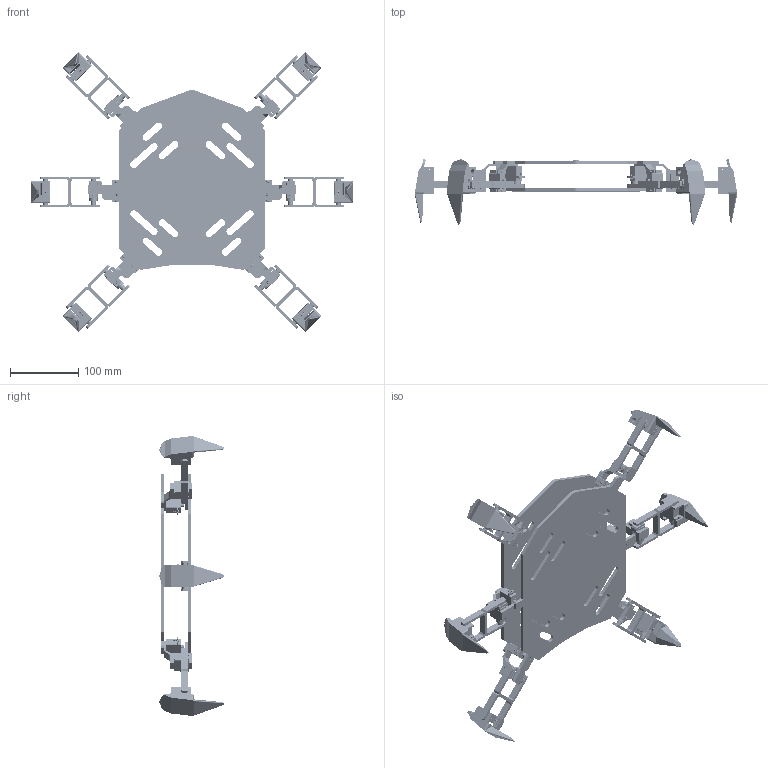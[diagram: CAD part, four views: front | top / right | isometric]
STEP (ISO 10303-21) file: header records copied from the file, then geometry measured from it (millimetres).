
FILE_DESCRIPTION(/* description */ ('','CAx-IF Rec.Pracs.---Representation and Presentation of Product Manufacturing Information (PMI)---4.0---2014-10-13'),/* implementation_level */ '2;1');
FILE_NAME(/* name */ 'Fab_Spider_.step',/* time_stamp */ '2025-03-20T20:30:19+05:30',/* author */ (''),/* organization */ (''),/* preprocessor_version */ 'ST-DEVELOPER v20',/* originating_system */ 'Autodesk Translation Framework v13.20.0.188',/* authorisation */ '');
FILE_SCHEMA (('AP242_MANAGED_MODEL_BASED_3D_ENGINEERING_MIM_LF { 1 0 10303 442 1 1 4 }'));
Products named in the file (107): Spider temporary; Last leg; Extender; [4145] TowerPro SG90 Mini Servo-SunRobotics_in-Sg90s v1; [4145] TowerPro SG90 Mini Servo-SunRobotics_in-Sg90s v1_1; [4145] TowerPro SG90 Mini Servo-SunRobotics_in-Sg90s v1_2; Motor C 2; Motor connector; Vertical holder; Leg; Extender_1; Component25; [4145] TowerPro SG90 Mini Servo-SunRobotics_in-Sg90s v1_3; [4145] TowerPro SG90 Mini Servo-SunRobotics_in-Sg90s v1_4; [4145] TowerPro SG90 Mini Servo-SunRobotics_in-Sg90s v1_5; Tower Pro - Micro Servo 9g - SG90.1; Tower Pro - Micro Servo 9g - SG90.1 (1); Tower Pro - Micro Servo 9g - SG90.1 (2); Tower Pro - Micro Servo 9g - SG90.1 (3); Tower Pro - Micro Servo 9g - SG90.1 (4); Tower Pro - Micro Servo 9g - SG90.1 (5); Tower Pro - Micro Servo 9g - SG90.1 (6); Tower Pro - Micro Servo 9g - SG90.1 (7); Tower Pro - Micro Servo 9g - SG90.1 (8); Tower Pro - Micro Servo 9g - SG90.1 (9); Tower Pro - Micro Servo 9g - SG90.1 (10); Tower Pro - Micro Servo 9g - SG90.1 (11); Tower Pro - Micro Servo 9g - SG90.1 (12); SG90 - Micro Servo 9g - Tower Pro.6; SG90 - Micro Servo 9g - Tower Pro.5; Motor C 2(Mirror); Motor connector(Mirror); Vertical holder(Mirror); Leg(Mirror); Extender(Mirror); Component25(Mirror); [4145] TowerPro SG90 Mini Servo-SunRobotics_in-Sg90s v1(Mirror); [4145] TowerPro SG90 Mini Servo-SunRobotics_in-Sg90s v1(Mirror)_1; [4145] TowerPro SG90 Mini Servo-SunRobotics_in-Sg90s v1(Mirror)_2; Tower Pro - Micro Servo 9g - SG90.1(Mirror) ...
Assembly tree (351 placements, depth 4):
  Spider temporary
    Last leg
      Motor connector  x2
      Extender
        Component25
      Vertical holder  x2
      [4145] TowerPro SG90 Mini Servo-SunRobotics_in-Sg90s v1
        Tower Pro - Micro Servo 9g - SG90.1
        Tower Pro - Micro Servo 9g - SG90.1 (1)
        Tower Pro - Micro Servo 9g - SG90.1 (2)
        Tower Pro - Micro Servo 9g - SG90.1 (3)
        Tower Pro - Micro Servo 9g - SG90.1 (4)
        Tower Pro - Micro Servo 9g - SG90.1 (5)
        Tower Pro - Micro Servo 9g - SG90.1 (6)
        Tower Pro - Micro Servo 9g - SG90.1 (7)
        Tower Pro - Micro Servo 9g - SG90.1 (8)
        Tower Pro - Micro Servo 9g - SG90.1 (9)
        Tower Pro - Micro Servo 9g - SG90.1 (10)
        Tower Pro - Micro Servo 9g - SG90.1 (11)
        Tower Pro - Micro Servo 9g - SG90.1 (12)
        SG90 - Micro Servo 9g - Tower Pro.5  x2
        SG90 - Micro Servo 9g - Tower Pro.6
      [4145] TowerPro SG90 Mini Servo-SunRobotics_in-Sg90s v1_1
        Tower Pro - Micro Servo 9g - SG90.1
        Tower Pro - Micro Servo 9g - SG90.1 (1)
        Tower Pro - Micro Servo 9g - SG90.1 (2)
        Tower Pro - Micro Servo 9g - SG90.1 (3)
        Tower Pro - Micro Servo 9g - SG90.1 (4)
        Tower Pro - Micro Servo 9g - SG90.1 (5)
        Tower Pro - Micro Servo 9g - SG90.1 (6)
        Tower Pro - Micro Servo 9g - SG90.1 (7)
        Tower Pro - Micro Servo 9g - SG90.1 (8)
        Tower Pro - Micro Servo 9g - SG90.1 (9)
        Tower Pro - Micro Servo 9g - SG90.1 (10)
        Tower Pro - Micro Servo 9g - SG90.1 (11)
        Tower Pro - Micro Servo 9g - SG90.1 (12)
        SG90 - Micro Servo 9g - Tower Pro.5  x2
        SG90 - Micro Servo 9g - Tower Pro.6
      Leg  x2
      [4145] TowerPro SG90 Mini Servo-SunRobotics_in-Sg90s v1_2
        Tower Pro - Micro Servo 9g - SG90.1
        Tower Pro - Micro Servo 9g - SG90.1 (1)
        Tower Pro - Micro Servo 9g - SG90.1 (2)
        Tower Pro - Micro Servo 9g - SG90.1 (3)
        Tower Pro - Micro Servo 9g - SG90.1 (4)
        Tower Pro - Micro Servo 9g - SG90.1 (5)
        Tower Pro - Micro Servo 9g - SG90.1 (6)
        Tower Pro - Micro Servo 9g - SG90.1 (7)
        Tower Pro - Micro Servo 9g - SG90.1 (8)
        Tower Pro - Micro Servo 9g - SG90.1 (9)
        Tower Pro - Micro Servo 9g - SG90.1 (10)
        Tower Pro - Micro Servo 9g - SG90.1 (11)
        Tower Pro - Micro Servo 9g - SG90.1 (12)
        SG90 - Micro Servo 9g - Tower Pro.5  x2
        SG90 - Micro Servo 9g - Tower Pro.6
      Motor C 2  x4
      Top Plate  x2
      Extender_1
        Component25
      [4145] TowerPro SG90 Mini Servo-SunRobotics_in-Sg90s v1_3
Bounding box: 472.69 x 97.27 x 410.15 mm (x, y, z)
Volume: 1051797.3 mm3; surface area: 524704 mm2
Topology: 339 solids, 339 shells, 15852 faces, 51960 edges, 38898 vertices
Faces by surface type: plane 9612, cylinder 3306, cone 1854, torus 576, bspline 414, sphere 90
Full cylindrical faces by diameter (mm): 0.2 x18, 0.5 x18, 1 x54, 1.6 x36, 1.8 x72, 2 x774, 3.1 x18, 4.8 x36, 5 x24, 5.1 x18, 7 x18, 7.01 x42
Entity records: 204665 total; most frequent: CARTESIAN_POINT 89882, ORIENTED_EDGE 24468, DIRECTION 20614, EDGE_CURVE 12234, VERTEX_POINT 9108, LINE 7278, VECTOR 7278, AXIS2_PLACEMENT_3D 6668
